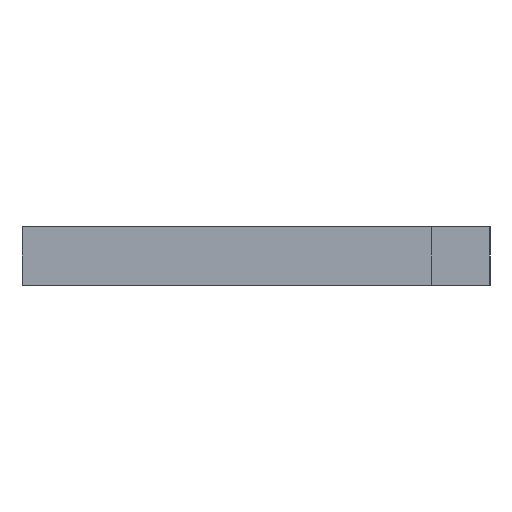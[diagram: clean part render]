
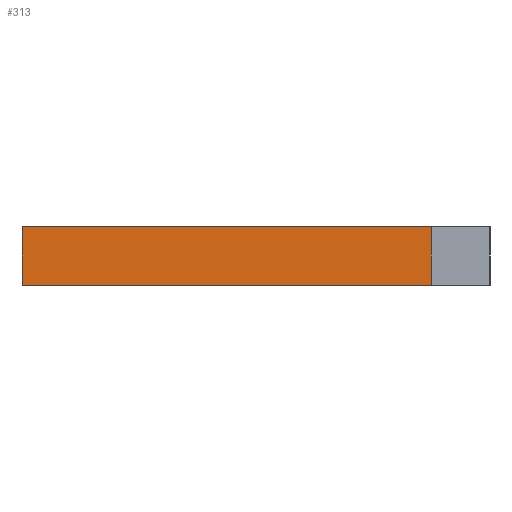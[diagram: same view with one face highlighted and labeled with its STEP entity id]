
A CAD part, left-side view. The second image highlights one B-rep face of the part: STEP entity #313.
In plain terms, the highlighted planar face has unit normal (-1, 0, 0).
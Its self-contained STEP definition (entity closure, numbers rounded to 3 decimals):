
#21 = VERTEX_POINT ( 'NONE', #155 ) ;
#89 = DIRECTION ( 'NONE',  ( 0., 0., -1. ) ) ;
#137 = EDGE_CURVE ( 'NONE', #876, #292, #297, .T. ) ;
#151 = CARTESIAN_POINT ( 'NONE',  ( 8.957, 40., -5. ) ) ;
#155 = CARTESIAN_POINT ( 'NONE',  ( 8.957, 40., -5. ) ) ;
#161 = DIRECTION ( 'NONE',  ( 0., -1., 0. ) ) ;
#175 = PLANE ( 'NONE',  #268 ) ;
#268 = AXIS2_PLACEMENT_3D ( 'NONE', #731, #443, #89 ) ;
#292 = VERTEX_POINT ( 'NONE', #726 ) ;
#297 = LINE ( 'NONE', #859, #502 ) ;
#313 = ADVANCED_FACE ( 'NONE', ( #714 ), #175, .F. ) ;
#378 = CARTESIAN_POINT ( 'NONE',  ( 8.957, 40., 0. ) ) ;
#411 = ORIENTED_EDGE ( 'NONE', *, *, #494, .F. ) ;
#419 = LINE ( 'NONE', #563, #750 ) ;
#429 = DIRECTION ( 'NONE',  ( 0., 0., 1. ) ) ;
#442 = EDGE_CURVE ( 'NONE', #21, #468, #419, .T. ) ;
#443 = DIRECTION ( 'NONE',  ( 1., 0., 0. ) ) ;
#468 = VERTEX_POINT ( 'NONE', #746 ) ;
#493 = CARTESIAN_POINT ( 'NONE',  ( 8.957, 5., -5. ) ) ;
#494 = EDGE_CURVE ( 'NONE', #468, #292, #672, .T. ) ;
#502 = VECTOR ( 'NONE', #429, 1000. ) ;
#563 = CARTESIAN_POINT ( 'NONE',  ( 8.957, 40., -5. ) ) ;
#575 = DIRECTION ( 'NONE',  ( 0., -1., 0. ) ) ;
#585 = EDGE_CURVE ( 'NONE', #21, #876, #740, .T. ) ;
#589 = ORIENTED_EDGE ( 'NONE', *, *, #585, .T. ) ;
#600 = EDGE_LOOP ( 'NONE', ( #620, #411, #654, #589 ) ) ;
#620 = ORIENTED_EDGE ( 'NONE', *, *, #137, .T. ) ;
#639 = VECTOR ( 'NONE', #161, 1000. ) ;
#654 = ORIENTED_EDGE ( 'NONE', *, *, #442, .F. ) ;
#672 = LINE ( 'NONE', #378, #764 ) ;
#701 = DIRECTION ( 'NONE',  ( 0., 0., 1. ) ) ;
#714 = FACE_OUTER_BOUND ( 'NONE', #600, .T. ) ;
#726 = CARTESIAN_POINT ( 'NONE',  ( 8.957, 5., 0. ) ) ;
#731 = CARTESIAN_POINT ( 'NONE',  ( 8.957, 40., -5. ) ) ;
#740 = LINE ( 'NONE', #151, #639 ) ;
#746 = CARTESIAN_POINT ( 'NONE',  ( 8.957, 40., 0. ) ) ;
#750 = VECTOR ( 'NONE', #701, 1000. ) ;
#764 = VECTOR ( 'NONE', #575, 1000. ) ;
#859 = CARTESIAN_POINT ( 'NONE',  ( 8.957, 5., -5. ) ) ;
#876 = VERTEX_POINT ( 'NONE', #493 ) ;
